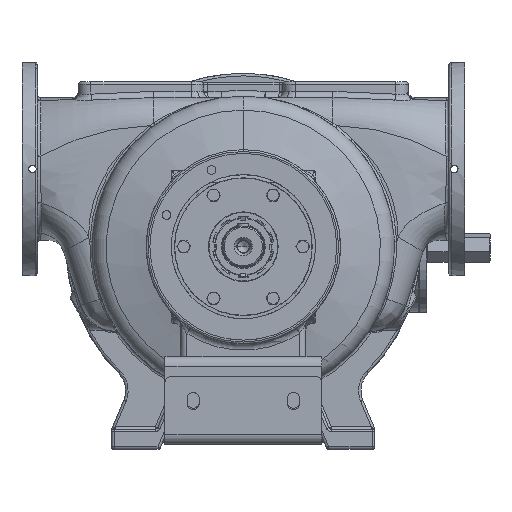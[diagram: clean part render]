
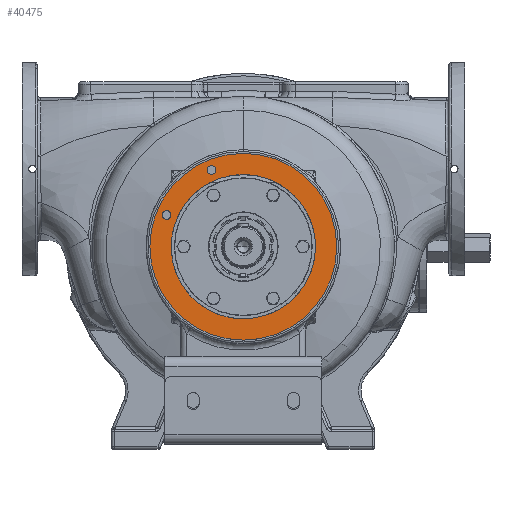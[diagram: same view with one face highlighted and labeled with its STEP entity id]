
A CAD part, top view. The second image highlights one B-rep face of the part: STEP entity #40475.
In plain terms, the highlighted planar face has unit normal (0, 0, 1).
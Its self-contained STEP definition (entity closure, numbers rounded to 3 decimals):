
#2527=CARTESIAN_POINT('',(0.,437.,661.5));
#2538=CARTESIAN_POINT('',(0.,322.,661.5));
#2539=DIRECTION('',(0.,0.,-1.));
#2540=DIRECTION('',(0.,1.,0.));
#2541=AXIS2_PLACEMENT_3D('',#2538,#2539,#2540);
#2543=CARTESIAN_POINT('',(0.,322.,661.5));
#2544=DIRECTION('',(0.,0.,1.));
#2545=DIRECTION('',(0.,1.,0.));
#2546=AXIS2_PLACEMENT_3D('',#2543,#2544,#2545);
#2548=CARTESIAN_POINT('',(0.,322.,661.5));
#2549=DIRECTION('',(0.,0.,-1.));
#2550=DIRECTION('',(0.,1.,0.));
#2551=AXIS2_PLACEMENT_3D('',#2548,#2549,#2550);
#2553=CARTESIAN_POINT('',(-122.414,372.706,661.5));
#2554=DIRECTION('',(0.,0.,-1.));
#2555=DIRECTION('',(0.,1.,0.));
#2556=AXIS2_PLACEMENT_3D('',#2553,#2554,#2555);
#2558=CARTESIAN_POINT('',(-122.414,372.706,661.5));
#2559=DIRECTION('',(0.,0.,-1.));
#2560=DIRECTION('',(0.,-1.,0.));
#2561=AXIS2_PLACEMENT_3D('',#2558,#2559,#2560);
#2563=CARTESIAN_POINT('',(-50.706,444.414,661.5));
#2564=DIRECTION('',(0.,0.,-1.));
#2565=DIRECTION('',(0.707,0.707,0.));
#2566=AXIS2_PLACEMENT_3D('',#2563,#2564,#2565);
#2568=CARTESIAN_POINT('',(-50.706,444.414,661.5));
#2569=DIRECTION('',(0.,0.,-1.));
#2570=DIRECTION('',(-0.707,-0.707,0.));
#2571=AXIS2_PLACEMENT_3D('',#2568,#2569,#2570);
#32009=CARTESIAN_POINT('',(0.,322.,661.5));
#32010=DIRECTION('',(0.,0.,1.));
#32011=DIRECTION('',(0.,1.,0.));
#32012=AXIS2_PLACEMENT_3D('',#32009,#32010,#32011);
#36015=CARTESIAN_POINT('',(0.,207.,661.5));
#36017=VERTEX_POINT('',#36015);
#36019=CARTESIAN_POINT('',(0.,471.,661.5));
#36020=CARTESIAN_POINT('',(0.,173.,661.5));
#36021=VERTEX_POINT('',#36019);
#36022=VERTEX_POINT('',#36020);
#36023=CARTESIAN_POINT('',(-122.414,379.706,661.5));
#36024=CARTESIAN_POINT('',(-122.414,365.706,661.5));
#36025=VERTEX_POINT('',#36023);
#36026=VERTEX_POINT('',#36024);
#36027=CARTESIAN_POINT('',(-45.756,449.364,661.5));
#36028=CARTESIAN_POINT('',(-55.655,439.464,661.5));
#36029=VERTEX_POINT('',#36027);
#36030=VERTEX_POINT('',#36028);
#36031=VERTEX_POINT('',#2527);
#40447=CARTESIAN_POINT('',(0.,322.,661.5));
#40448=DIRECTION('',(0.,0.,-1.));
#40449=DIRECTION('',(0.,-1.,0.));
#40450=AXIS2_PLACEMENT_3D('',#40447,#40448,#40449);
#40451=PLANE('',#40450);
#40453=ORIENTED_EDGE('',*,*,#40452,.F.);
#40455=ORIENTED_EDGE('',*,*,#40454,.T.);
#40456=EDGE_LOOP('',(#40453,#40455));
#40457=FACE_OUTER_BOUND('',#40456,.F.);
#40458=ORIENTED_EDGE('',*,*,#40439,.F.);
#40460=ORIENTED_EDGE('',*,*,#40459,.T.);
#40461=EDGE_LOOP('',(#40458,#40460));
#40462=FACE_BOUND('',#40461,.F.);
#40464=ORIENTED_EDGE('',*,*,#40463,.F.);
#40466=ORIENTED_EDGE('',*,*,#40465,.F.);
#40467=EDGE_LOOP('',(#40464,#40466));
#40468=FACE_BOUND('',#40467,.F.);
#40470=ORIENTED_EDGE('',*,*,#40469,.F.);
#40472=ORIENTED_EDGE('',*,*,#40471,.F.);
#40473=EDGE_LOOP('',(#40470,#40472));
#40474=FACE_BOUND('',#40473,.F.);
#40475=ADVANCED_FACE('',(#40457,#40462,#40468,#40474),#40451,.F.);
#2542=CIRCLE('',#2541,115.);
#2547=CIRCLE('',#2546,149.);
#2552=CIRCLE('',#2551,149.);
#2557=CIRCLE('',#2556,7.);
#2562=CIRCLE('',#2561,7.);
#2567=CIRCLE('',#2566,7.);
#2572=CIRCLE('',#2571,7.);
#32013=CIRCLE('',#32012,115.);
#40439=EDGE_CURVE('',#36031,#36017,#2542,.T.);
#40452=EDGE_CURVE('',#36021,#36022,#2547,.T.);
#40454=EDGE_CURVE('',#36021,#36022,#2552,.T.);
#40459=EDGE_CURVE('',#36031,#36017,#32013,.T.);
#40463=EDGE_CURVE('',#36025,#36026,#2557,.T.);
#40465=EDGE_CURVE('',#36026,#36025,#2562,.T.);
#40469=EDGE_CURVE('',#36029,#36030,#2567,.T.);
#40471=EDGE_CURVE('',#36030,#36029,#2572,.T.);
